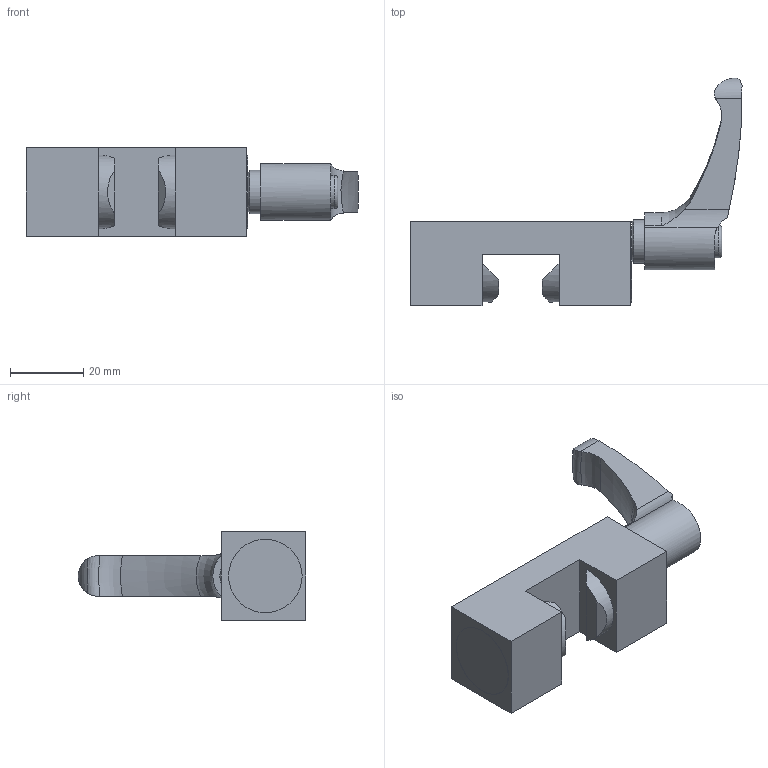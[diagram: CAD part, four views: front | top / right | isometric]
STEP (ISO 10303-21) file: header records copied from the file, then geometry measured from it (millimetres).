
FILE_DESCRIPTION(/* description */ ('STEP AP214'),/* implementation_level */ '2;1');
FILE_NAME(/* name */ 'HK2005KR-CPCHRC(HRU)-HRC-MN-20',/* time_stamp */ '2023-01-31T15:36:19+01:00',/* author */ ('License CC BY-ND 4.0'),/* organization */ ('CADENAS'),/* preprocessor_version */ 'ST-DEVELOPER v18.102',/* originating_system */ 'PARTsolutions',/* authorisation */ ' ');
FILE_SCHEMA (('AUTOMOTIVE_DESIGN {1 0 10303 214 3 1 1}'));
Length unit declared in the file: millimetre
Products named in the file (3): HK2005KR-CPCHRC(HRU)-HRC-MN-20; ELESA-Klemmhebel GN 604-44-M4-SG; ghkHK2005KR73011.8
Assembly tree (2 placements, depth 2):
  HK2005KR-CPCHRC(HRU)-HRC-MN-20
    ELESA-Klemmhebel GN 604-44-M4-SG
    ghkHK2005KR73011.8
Bounding box: 90.38 x 61.94 x 24 mm (x, y, z)
Volume: 34263.8 mm3; surface area: 10474.9 mm2
Topology: 2 solids, 2 shells, 68 faces, 168 edges, 111 vertices
Faces by surface type: plane 33, cylinder 18, cone 9, torus 8
Full cylindrical faces by diameter (mm): 3.242 x1, 4.134 x4, 11.8 x1, 20 x2
Entity records: 2008 total; most frequent: CARTESIAN_POINT 456, DIRECTION 304, ORIENTED_EDGE 278, EDGE_CURVE 139, AXIS2_PLACEMENT_3D 122, VERTEX_POINT 104, FACE_BOUND 97, EDGE_LOOP 93
